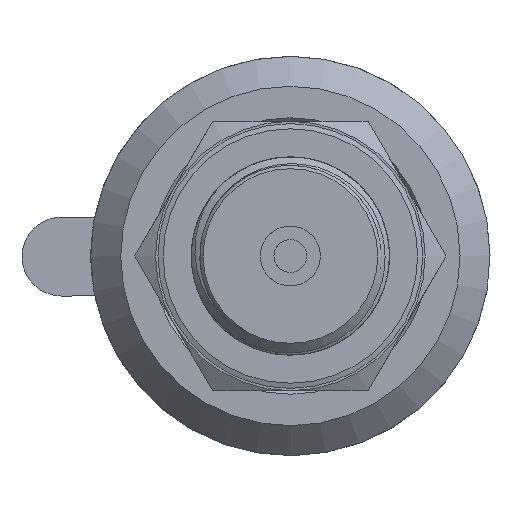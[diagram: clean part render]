
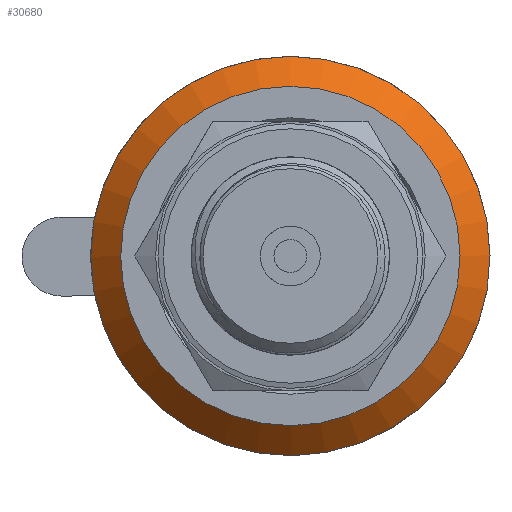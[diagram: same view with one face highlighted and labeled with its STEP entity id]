
A CAD part, left-side view. The second image highlights one B-rep face of the part: STEP entity #30680.
In plain terms, the highlighted conical face has half-angle 45 degrees and reference radius 18.5 mm.
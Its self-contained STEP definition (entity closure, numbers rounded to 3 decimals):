
#1726=CONICAL_SURFACE('',#32372,18.5,0.785);
#2377=FACE_OUTER_BOUND('',#4125,.T.);
#4125=EDGE_LOOP('',(#23776,#23777,#23778,#23779));
#5510=CIRCLE('',#32371,20.);
#5511=CIRCLE('',#32373,17.);
#7592=LINE('',#62731,#10553);
#10553=VECTOR('',#35627,18.5);
#13912=VERTEX_POINT('',#62726);
#13913=VERTEX_POINT('',#62730);
#17532=EDGE_CURVE('',#13912,#13912,#5510,.T.);
#17533=EDGE_CURVE('',#13912,#13913,#7592,.T.);
#17534=EDGE_CURVE('',#13913,#13913,#5511,.T.);
#23776=ORIENTED_EDGE('',*,*,#17532,.F.);
#23777=ORIENTED_EDGE('',*,*,#17533,.T.);
#23778=ORIENTED_EDGE('',*,*,#17534,.T.);
#23779=ORIENTED_EDGE('',*,*,#17533,.F.);
#30680=ADVANCED_FACE('',(#2377),#1726,.T.);
#32371=AXIS2_PLACEMENT_3D('',#62728,#35623,#35624);
#32372=AXIS2_PLACEMENT_3D('',#62729,#35625,#35626);
#32373=AXIS2_PLACEMENT_3D('',#62732,#35628,#35629);
#35623=DIRECTION('center_axis',(-1.,0.,0.));
#35624=DIRECTION('ref_axis',(0.,0.,
-1.));
#35625=DIRECTION('center_axis',(-1.,0.,0.));
#35626=DIRECTION('ref_axis',(0.,-1.,0.));
#35627=DIRECTION('',(0.707,-0.707,0.));
#35628=DIRECTION('center_axis',(-1.,0.,0.));
#35629=DIRECTION('ref_axis',(0.,0.,
-1.));
#62726=CARTESIAN_POINT('',(21.,20.,0.));
#62728=CARTESIAN_POINT('Origin',(21.,0.,0.));
#62729=CARTESIAN_POINT('Origin',(22.5,0.,0.));
#62730=CARTESIAN_POINT('',(24.,17.,0.));
#62731=CARTESIAN_POINT('',(22.5,18.5,0.));
#62732=CARTESIAN_POINT('Origin',(24.,0.,0.));
